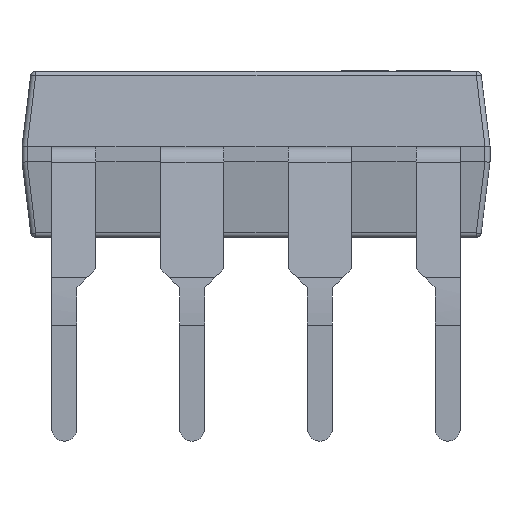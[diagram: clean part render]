
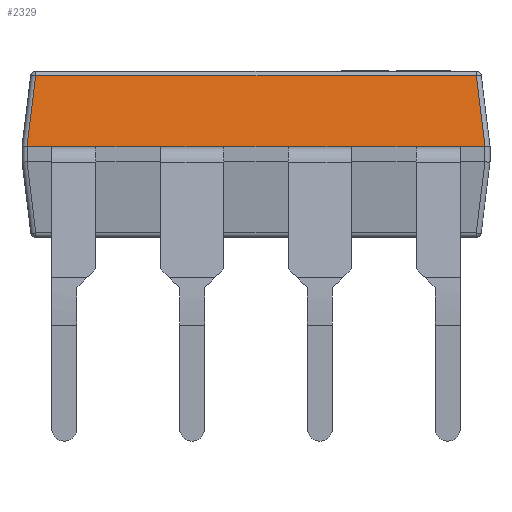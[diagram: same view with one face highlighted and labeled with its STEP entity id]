
A CAD part, front view. The second image highlights one B-rep face of the part: STEP entity #2329.
In plain terms, the highlighted planar face has unit normal (0, -0.993, 0.122).
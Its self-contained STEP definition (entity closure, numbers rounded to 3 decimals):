
#976 = DIRECTION ( 'NONE',  ( 0., 0.993, -0.122 ) ) ;
#1280 = CARTESIAN_POINT ( 'NONE',  ( -4.377, -3.027, 3.212 ) ) ;
#1299 = ORIENTED_EDGE ( 'NONE', *, *, #19982, .F. ) ;
#1394 = CARTESIAN_POINT ( 'NONE',  ( -4.55, -3.2, 1.8 ) ) ;
#2183 = VECTOR ( 'NONE', #8981, 1000. ) ;
#2226 = DIRECTION ( 'NONE',  ( -0.121, 0.121, 0.985 ) ) ;
#2246 = DIRECTION ( 'NONE',  ( -1., 0., 0. ) ) ;
#2317 = ORIENTED_EDGE ( 'NONE', *, *, #20904, .F. ) ;
#2329 = ADVANCED_FACE ( 'NONE', ( #7281 ), #22504, .F. ) ;
#2560 = EDGE_LOOP ( 'NONE', ( #18404, #9170, #3560, #26213, #14920, #15877, #2317, #4591, #18176, #10527, #23364, #13683, #22880, #1299 ) ) ;
#2963 = VECTOR ( 'NONE', #2246, 1000. ) ;
#3115 = VECTOR ( 'NONE', #4527, 1000. ) ;
#3560 = ORIENTED_EDGE ( 'NONE', *, *, #12981, .T. ) ;
#3603 = EDGE_CURVE ( 'NONE', #20753, #5728, #4502, .T. ) ;
#3671 = CARTESIAN_POINT ( 'NONE',  ( 0.645, -3.2, 1.8 ) ) ;
#3764 = VECTOR ( 'NONE', #25486, 1000. ) ;
#3918 = DIRECTION ( 'NONE',  ( -1., 0., 0. ) ) ;
#4064 = CARTESIAN_POINT ( 'NONE',  ( 0.645, -3.2, 1.8 ) ) ;
#4162 = EDGE_CURVE ( 'NONE', #26830, #12336, #23397, .T. ) ;
#4502 = LINE ( 'NONE', #3671, #3764 ) ;
#4527 = DIRECTION ( 'NONE',  ( -1., 0., 0. ) ) ;
#4535 = LINE ( 'NONE', #21792, #2963 ) ;
#4591 = ORIENTED_EDGE ( 'NONE', *, *, #15784, .F. ) ;
#4606 = VERTEX_POINT ( 'NONE', #27163 ) ;
#5325 = CARTESIAN_POINT ( 'NONE',  ( 4.55, -3.2, 1.8 ) ) ;
#5728 = VERTEX_POINT ( 'NONE', #4064 ) ;
#5791 = DIRECTION ( 'NONE',  ( -1., 0., 0. ) ) ;
#5830 = CARTESIAN_POINT ( 'NONE',  ( 0., -3.016, 3.3 ) ) ;
#5841 = EDGE_CURVE ( 'NONE', #8519, #7368, #25460, .T. ) ;
#5910 = CARTESIAN_POINT ( 'NONE',  ( -3.185, -3.2, 1.8 ) ) ;
#6109 = EDGE_CURVE ( 'NONE', #12336, #12718, #15252, .T. ) ;
#6826 = DIRECTION ( 'NONE',  ( -1., 0., 0. ) ) ;
#7281 = FACE_OUTER_BOUND ( 'NONE', #2560, .T. ) ;
#7368 = VERTEX_POINT ( 'NONE', #5910 ) ;
#7534 = LINE ( 'NONE', #18647, #20069 ) ;
#7553 = CARTESIAN_POINT ( 'NONE',  ( -4.551, -3.2, 1.8 ) ) ;
#8012 = CARTESIAN_POINT ( 'NONE',  ( 4.551, -3.2, 1.8 ) ) ;
#8177 = CARTESIAN_POINT ( 'NONE',  ( -4.06, -3.2, 1.8 ) ) ;
#8519 = VERTEX_POINT ( 'NONE', #16313 ) ;
#8981 = DIRECTION ( 'NONE',  ( -0.121, -0.121, -0.985 ) ) ;
#9170 = ORIENTED_EDGE ( 'NONE', *, *, #25747, .T. ) ;
#9646 = VECTOR ( 'NONE', #6826, 1000. ) ;
#10365 = AXIS2_PLACEMENT_3D ( 'NONE', #5830, #976, #20673 ) ;
#10402 = EDGE_CURVE ( 'NONE', #23124, #26830, #21499, .T. ) ;
#10527 = ORIENTED_EDGE ( 'NONE', *, *, #13407, .F. ) ;
#11015 = DIRECTION ( 'NONE',  ( -1., 0., 0. ) ) ;
#11676 = CARTESIAN_POINT ( 'NONE',  ( -4.55, -3.2, 1.8 ) ) ;
#11794 = DIRECTION ( 'NONE',  ( -1., 0., 0. ) ) ;
#12336 = VERTEX_POINT ( 'NONE', #25576 ) ;
#12341 = LINE ( 'NONE', #19163, #15591 ) ;
#12522 = VERTEX_POINT ( 'NONE', #18817 ) ;
#12718 = VERTEX_POINT ( 'NONE', #20094 ) ;
#12786 = VECTOR ( 'NONE', #2226, 1000. ) ;
#12790 = EDGE_CURVE ( 'NONE', #5728, #24531, #7534, .T. ) ;
#12981 = EDGE_CURVE ( 'NONE', #4606, #23124, #15379, .T. ) ;
#13167 = CARTESIAN_POINT ( 'NONE',  ( 4.55, -3.2, 1.8 ) ) ;
#13407 = EDGE_CURVE ( 'NONE', #24531, #8519, #15912, .T. ) ;
#13683 = ORIENTED_EDGE ( 'NONE', *, *, #3603, .F. ) ;
#14409 = CARTESIAN_POINT ( 'NONE',  ( 1.895, -3.2, 1.8 ) ) ;
#14464 = DIRECTION ( 'NONE',  ( -1., 0., 0. ) ) ;
#14826 = CARTESIAN_POINT ( 'NONE',  ( -4.466, -3.027, 3.212 ) ) ;
#14920 = ORIENTED_EDGE ( 'NONE', *, *, #4162, .T. ) ;
#15252 =( BOUNDED_CURVE ( )  B_SPLINE_CURVE ( 3, ( #7553, #1394, #16396, #11676 ),
 .UNSPECIFIED., .F., .T. ) 
 B_SPLINE_CURVE_WITH_KNOTS ( ( 4, 4 ),
 ( 6.276, 6.283 ),
 .UNSPECIFIED. ) 
 CURVE ( )  GEOMETRIC_REPRESENTATION_ITEM ( )  RATIONAL_B_SPLINE_CURVE ( ( 1., 1., 1., 1. ) ) 
 REPRESENTATION_ITEM ( '' )  );
#15379 = LINE ( 'NONE', #26601, #12786 ) ;
#15591 = VECTOR ( 'NONE', #17066, 1000. ) ;
#15596 = VECTOR ( 'NONE', #14464, 1000. ) ;
#15784 = EDGE_CURVE ( 'NONE', #7368, #21104, #12341, .T. ) ;
#15795 = VECTOR ( 'NONE', #3918, 1000. ) ;
#15877 = ORIENTED_EDGE ( 'NONE', *, *, #6109, .T. ) ;
#15912 = LINE ( 'NONE', #24574, #15596 ) ;
#16313 = CARTESIAN_POINT ( 'NONE',  ( -1.895, -3.2, 1.8 ) ) ;
#16396 = CARTESIAN_POINT ( 'NONE',  ( -4.55, -3.2, 1.8 ) ) ;
#16919 = CARTESIAN_POINT ( 'NONE',  ( -4.65, -3.2, 1.8 ) ) ;
#17066 = DIRECTION ( 'NONE',  ( -1., 0., 0. ) ) ;
#17253 = VERTEX_POINT ( 'NONE', #20039 ) ;
#17930 = CARTESIAN_POINT ( 'NONE',  ( -0.645, -3.2, 1.8 ) ) ;
#18176 = ORIENTED_EDGE ( 'NONE', *, *, #5841, .F. ) ;
#18404 = ORIENTED_EDGE ( 'NONE', *, *, #27447, .F. ) ;
#18647 = CARTESIAN_POINT ( 'NONE',  ( -4.65, -3.2, 1.8 ) ) ;
#18817 = CARTESIAN_POINT ( 'NONE',  ( 4.06, -3.2, 1.8 ) ) ;
#19163 = CARTESIAN_POINT ( 'NONE',  ( -4.435, -3.2, 1.8 ) ) ;
#19184 = LINE ( 'NONE', #25884, #9646 ) ;
#19327 = LINE ( 'NONE', #21338, #15795 ) ;
#19691 = EDGE_CURVE ( 'NONE', #17253, #20753, #4535, .T. ) ;
#19725 = CARTESIAN_POINT ( 'NONE',  ( -4.65, -3.2, 1.8 ) ) ;
#19982 = EDGE_CURVE ( 'NONE', #12522, #17253, #19327, .T. ) ;
#20039 = CARTESIAN_POINT ( 'NONE',  ( 3.185, -3.2, 1.8 ) ) ;
#20069 = VECTOR ( 'NONE', #11794, 1000. ) ;
#20094 = CARTESIAN_POINT ( 'NONE',  ( -4.55, -3.2, 1.8 ) ) ;
#20121 = CARTESIAN_POINT ( 'NONE',  ( -4.303, -2.952, 3.82 ) ) ;
#20672 = CARTESIAN_POINT ( 'NONE',  ( 4.377, -3.027, 3.212 ) ) ;
#20673 = DIRECTION ( 'NONE',  ( 1., 0., 0. ) ) ;
#20753 = VERTEX_POINT ( 'NONE', #14409 ) ;
#20904 = EDGE_CURVE ( 'NONE', #21104, #12718, #19184, .T. ) ;
#21104 = VERTEX_POINT ( 'NONE', #8177 ) ;
#21338 = CARTESIAN_POINT ( 'NONE',  ( 3.185, -3.2, 1.8 ) ) ;
#21499 = LINE ( 'NONE', #14826, #3115 ) ;
#21792 = CARTESIAN_POINT ( 'NONE',  ( -4.65, -3.2, 1.8 ) ) ;
#22145 =( BOUNDED_CURVE ( )  B_SPLINE_CURVE ( 3, ( #24857, #23252, #5325, #8012 ),
 .UNSPECIFIED., .F., .T. ) 
 B_SPLINE_CURVE_WITH_KNOTS ( ( 4, 4 ),
 ( 0., 0.007 ),
 .UNSPECIFIED. ) 
 CURVE ( )  GEOMETRIC_REPRESENTATION_ITEM ( )  RATIONAL_B_SPLINE_CURVE ( ( 1., 1., 1., 1. ) ) 
 REPRESENTATION_ITEM ( '' )  );
#22504 = PLANE ( 'NONE',  #10365 ) ;
#22880 = ORIENTED_EDGE ( 'NONE', *, *, #19691, .F. ) ;
#23124 = VERTEX_POINT ( 'NONE', #20672 ) ;
#23252 = CARTESIAN_POINT ( 'NONE',  ( 4.55, -3.2, 1.8 ) ) ;
#23303 = LINE ( 'NONE', #19725, #28121 ) ;
#23364 = ORIENTED_EDGE ( 'NONE', *, *, #12790, .F. ) ;
#23397 = LINE ( 'NONE', #20121, #2183 ) ;
#23883 = VECTOR ( 'NONE', #5791, 1000. ) ;
#24531 = VERTEX_POINT ( 'NONE', #17930 ) ;
#24574 = CARTESIAN_POINT ( 'NONE',  ( -1.895, -3.2, 1.8 ) ) ;
#24668 = VERTEX_POINT ( 'NONE', #13167 ) ;
#24857 = CARTESIAN_POINT ( 'NONE',  ( 4.55, -3.2, 1.8 ) ) ;
#25460 = LINE ( 'NONE', #16919, #23883 ) ;
#25486 = DIRECTION ( 'NONE',  ( -1., 0., 0. ) ) ;
#25576 = CARTESIAN_POINT ( 'NONE',  ( -4.551, -3.2, 1.8 ) ) ;
#25747 = EDGE_CURVE ( 'NONE', #24668, #4606, #22145, .T. ) ;
#25884 = CARTESIAN_POINT ( 'NONE',  ( -4.65, -3.2, 1.8 ) ) ;
#26213 = ORIENTED_EDGE ( 'NONE', *, *, #10402, .T. ) ;
#26601 = CARTESIAN_POINT ( 'NONE',  ( 4.303, -2.952, 3.82 ) ) ;
#26830 = VERTEX_POINT ( 'NONE', #1280 ) ;
#27163 = CARTESIAN_POINT ( 'NONE',  ( 4.551, -3.2, 1.8 ) ) ;
#27447 = EDGE_CURVE ( 'NONE', #24668, #12522, #23303, .T. ) ;
#28121 = VECTOR ( 'NONE', #11015, 1000. ) ;
